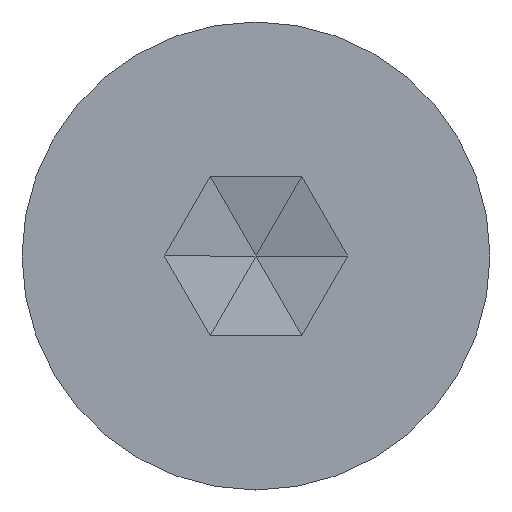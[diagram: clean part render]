
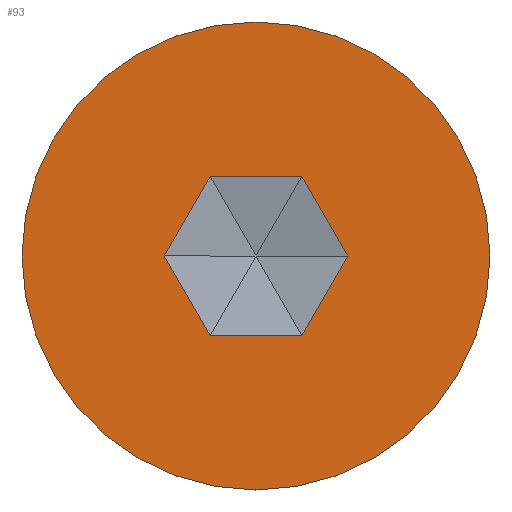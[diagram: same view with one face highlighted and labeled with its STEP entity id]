
A CAD part, left-side view. The second image highlights one B-rep face of the part: STEP entity #93.
In plain terms, the highlighted planar face has unit normal (-1, 0, 0).
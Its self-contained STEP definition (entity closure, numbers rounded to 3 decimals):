
#1 = ORIENTED_EDGE ( 'NONE', *, *, #291, .F. ) ;
#4 = ORIENTED_EDGE ( 'NONE', *, *, #582, .F. ) ;
#11 = FACE_OUTER_BOUND ( 'NONE', #329, .T. ) ;
#26 = VERTEX_POINT ( 'NONE', #492 ) ;
#34 = VERTEX_POINT ( 'NONE', #398 ) ;
#37 = EDGE_CURVE ( 'NONE', #563, #34, #593, .T. ) ;
#51 = CARTESIAN_POINT ( 'NONE',  ( -6., -0.577, 1. ) ) ;
#53 = CARTESIAN_POINT ( 'NONE',  ( -6., 0., 2.95 ) ) ;
#56 = VERTEX_POINT ( 'NONE', #53 ) ;
#57 = LINE ( 'NONE', #339, #615 ) ;
#61 = CARTESIAN_POINT ( 'NONE',  ( -6., 1.155, 0. ) ) ;
#87 = DIRECTION ( 'NONE',  ( -1., 0., 0. ) ) ;
#93 = ADVANCED_FACE ( 'NONE', ( #104, #11 ), #107, .F. ) ;
#104 = FACE_BOUND ( 'NONE', #512, .T. ) ;
#106 = LINE ( 'NONE', #390, #308 ) ;
#107 = PLANE ( 'NONE',  #277 ) ;
#110 = ORIENTED_EDGE ( 'NONE', *, *, #337, .F. ) ;
#126 = EDGE_CURVE ( 'NONE', #26, #563, #57, .T. ) ;
#152 = DIRECTION ( 'NONE',  ( 0., 0., 1. ) ) ;
#155 = VERTEX_POINT ( 'NONE', #201 ) ;
#156 = LINE ( 'NONE', #159, #376 ) ;
#159 = CARTESIAN_POINT ( 'NONE',  ( -6., -0.577, -1. ) ) ;
#165 = VERTEX_POINT ( 'NONE', #51 ) ;
#168 = ORIENTED_EDGE ( 'NONE', *, *, #37, .F. ) ;
#175 = CIRCLE ( 'NONE', #261, 2.95 ) ;
#183 = CARTESIAN_POINT ( 'NONE',  ( -6., 0., 0. ) ) ;
#194 = CARTESIAN_POINT ( 'NONE',  ( -6., 0., 0. ) ) ;
#201 = CARTESIAN_POINT ( 'NONE',  ( -6., 0., -2.95 ) ) ;
#218 = CARTESIAN_POINT ( 'NONE',  ( -6., -1.155, 0. ) ) ;
#233 = VECTOR ( 'NONE', #596, 1000. ) ;
#250 = CIRCLE ( 'NONE', #468, 2.95 ) ;
#251 = DIRECTION ( 'NONE',  ( -1., 0., 0. ) ) ;
#261 = AXIS2_PLACEMENT_3D ( 'NONE', #183, #87, #465 ) ;
#276 = DIRECTION ( 'NONE',  ( 0., 0.5, 0.866 ) ) ;
#277 = AXIS2_PLACEMENT_3D ( 'NONE', #348, #426, #538 ) ;
#291 = EDGE_CURVE ( 'NONE', #165, #26, #411, .T. ) ;
#299 = VERTEX_POINT ( 'NONE', #218 ) ;
#308 = VECTOR ( 'NONE', #347, 1000. ) ;
#329 = EDGE_LOOP ( 'NONE', ( #489, #557 ) ) ;
#337 = EDGE_CURVE ( 'NONE', #299, #165, #370, .T. ) ;
#339 = CARTESIAN_POINT ( 'NONE',  ( -6., 0.577, 1. ) ) ;
#347 = DIRECTION ( 'NONE',  ( 0., -1., 0. ) ) ;
#348 = CARTESIAN_POINT ( 'NONE',  ( -6., 3., 0. ) ) ;
#352 = CARTESIAN_POINT ( 'NONE',  ( -6., 1.155, 0. ) ) ;
#364 = CARTESIAN_POINT ( 'NONE',  ( -6., -0.577, 1. ) ) ;
#370 = LINE ( 'NONE', #519, #546 ) ;
#376 = VECTOR ( 'NONE', #537, 1000. ) ;
#390 = CARTESIAN_POINT ( 'NONE',  ( -6., 0.577, -1. ) ) ;
#398 = CARTESIAN_POINT ( 'NONE',  ( -6., 0.577, -1. ) ) ;
#411 = LINE ( 'NONE', #364, #430 ) ;
#423 = CARTESIAN_POINT ( 'NONE',  ( -6., -0.577, -1. ) ) ;
#426 = DIRECTION ( 'NONE',  ( 1., 0., 0. ) ) ;
#430 = VECTOR ( 'NONE', #449, 1000. ) ;
#441 = DIRECTION ( 'NONE',  ( 0., 0.5, -0.866 ) ) ;
#449 = DIRECTION ( 'NONE',  ( 0., 1., 0. ) ) ;
#465 = DIRECTION ( 'NONE',  ( 0., 0., 1. ) ) ;
#468 = AXIS2_PLACEMENT_3D ( 'NONE', #194, #251, #152 ) ;
#477 = VERTEX_POINT ( 'NONE', #423 ) ;
#488 = EDGE_CURVE ( 'NONE', #155, #56, #175, .T. ) ;
#489 = ORIENTED_EDGE ( 'NONE', *, *, #533, .T. ) ;
#492 = CARTESIAN_POINT ( 'NONE',  ( -6., 0.577, 1. ) ) ;
#509 = EDGE_CURVE ( 'NONE', #34, #477, #106, .T. ) ;
#512 = EDGE_LOOP ( 'NONE', ( #168, #539, #1, #110, #4, #611 ) ) ;
#519 = CARTESIAN_POINT ( 'NONE',  ( -6., -1.155, 0. ) ) ;
#533 = EDGE_CURVE ( 'NONE', #56, #155, #250, .T. ) ;
#537 = DIRECTION ( 'NONE',  ( 0., -0.5, 0.866 ) ) ;
#538 = DIRECTION ( 'NONE',  ( 0., 1., 0. ) ) ;
#539 = ORIENTED_EDGE ( 'NONE', *, *, #126, .F. ) ;
#546 = VECTOR ( 'NONE', #276, 1000. ) ;
#557 = ORIENTED_EDGE ( 'NONE', *, *, #488, .T. ) ;
#563 = VERTEX_POINT ( 'NONE', #61 ) ;
#582 = EDGE_CURVE ( 'NONE', #477, #299, #156, .T. ) ;
#593 = LINE ( 'NONE', #352, #233 ) ;
#596 = DIRECTION ( 'NONE',  ( 0., -0.5, -0.866 ) ) ;
#611 = ORIENTED_EDGE ( 'NONE', *, *, #509, .F. ) ;
#615 = VECTOR ( 'NONE', #441, 1000. ) ;
